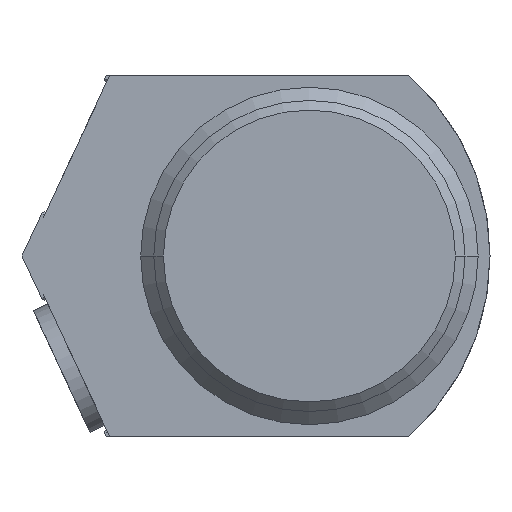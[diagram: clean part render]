
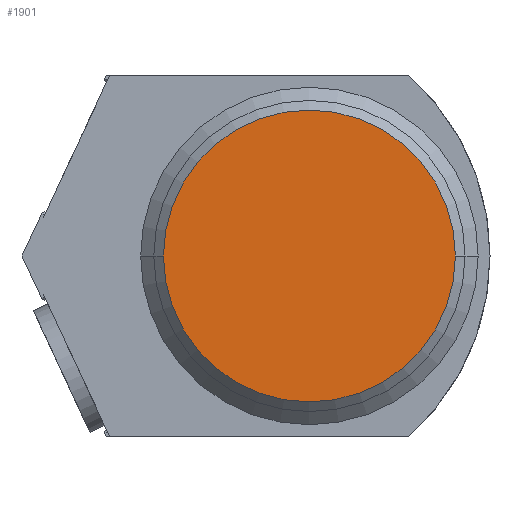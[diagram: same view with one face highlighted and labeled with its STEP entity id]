
A CAD part, left-side view. The second image highlights one B-rep face of the part: STEP entity #1901.
In plain terms, the highlighted planar face has unit normal (-1, 0, 0).
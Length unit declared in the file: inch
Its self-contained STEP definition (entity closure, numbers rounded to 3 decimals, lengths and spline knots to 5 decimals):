
#621=CARTESIAN_POINT('',(-2.,-0.187,0.));
#622=DIRECTION('',(-1.,0.,0.));
#623=DIRECTION('',(0.,1.,0.));
#624=AXIS2_PLACEMENT_3D('',#621,#622,#623);
#651=CARTESIAN_POINT('',(-2.,-0.187,0.));
#652=DIRECTION('',(1.,0.,0.));
#653=DIRECTION('',(0.,1.,0.));
#654=AXIS2_PLACEMENT_3D('',#651,#652,#653);
#1277=CARTESIAN_POINT('',(-2.,0.268,0.));
#1278=CARTESIAN_POINT('',(-2.,-0.642,0.));
#1279=VERTEX_POINT('',#1277);
#1280=VERTEX_POINT('',#1278);
#1891=CARTESIAN_POINT('',(-2.,0.,0.));
#1892=DIRECTION('',(1.,0.,0.));
#1893=DIRECTION('',(0.,0.,-1.));
#1894=AXIS2_PLACEMENT_3D('',#1891,#1892,#1893);
#1895=PLANE('',#1894);
#1896=ORIENTED_EDGE('',*,*,#1881,.F.);
#1898=ORIENTED_EDGE('',*,*,#1897,.T.);
#1899=EDGE_LOOP('',(#1896,#1898));
#1900=FACE_OUTER_BOUND('',#1899,.F.);
#625=CIRCLE('',#624,0.455);
#655=CIRCLE('',#654,0.455);
#1881=EDGE_CURVE('',#1279,#1280,#625,.T.);
#1897=EDGE_CURVE('',#1279,#1280,#655,.T.);
#1901=ADVANCED_FACE('',(#1900),#1895,.F.);
